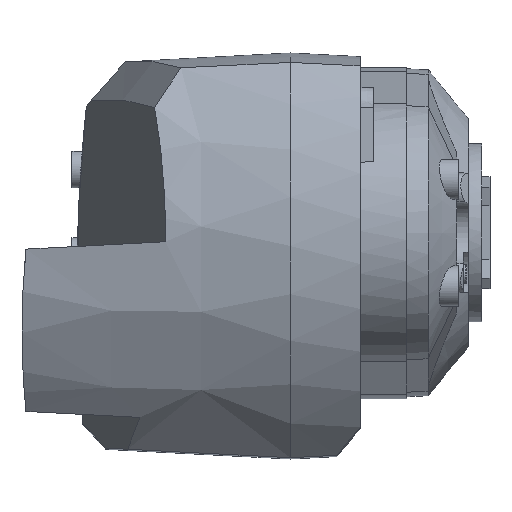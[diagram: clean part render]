
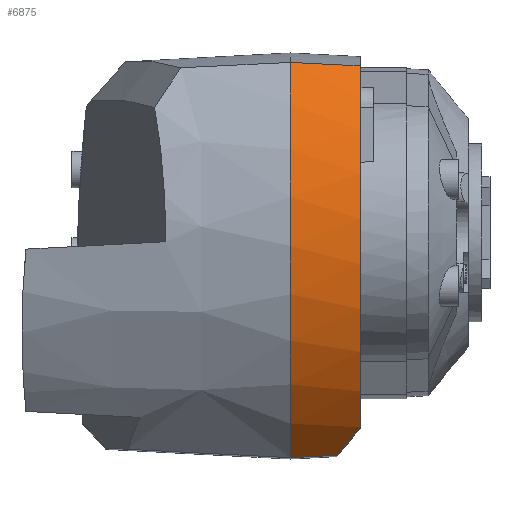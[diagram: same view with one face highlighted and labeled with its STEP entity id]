
A CAD part, left-side view. The second image highlights one B-rep face of the part: STEP entity #6875.
In plain terms, the highlighted conical face has half-angle 3 degrees and reference radius 175 mm.
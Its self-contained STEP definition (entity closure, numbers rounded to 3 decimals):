
#386 = CARTESIAN_POINT ( 'NONE',  ( -13.443, -41.998, 1243.437 ) ) ;
#481 = CARTESIAN_POINT ( 'NONE',  ( 39.246, -28.017, 1052.908 ) ) ;
#726 = VERTEX_POINT ( 'NONE', #10753 ) ;
#748 = CARTESIAN_POINT ( 'NONE',  ( 8.835, -28.081, 1287.419 ) ) ;
#1045 = CONICAL_SURFACE ( 'NONE', #3561, 175., 0.052 ) ;
#1192 = CARTESIAN_POINT ( 'NONE',  ( 10.025, -41.998, 1084.703 ) ) ;
#1225 = CARTESIAN_POINT ( 'NONE',  ( -1.443, -41.998, 1270.289 ) ) ;
#1555 = EDGE_CURVE ( 'NONE', #6090, #3129, #5092, .T. ) ;
#2043 = CARTESIAN_POINT ( 'NONE',  ( -5.19, -41.998, 1109.874 ) ) ;
#2076 = CARTESIAN_POINT ( 'NONE',  ( 9.246, -41.998, 1286.739 ) ) ;
#2192 = CARTESIAN_POINT ( 'NONE',  ( 39.246, -28.017, 1052.908 ) ) ;
#2462 = B_SPLINE_CURVE_WITH_KNOTS ( 'NONE', 3,
 ( #5430, #6312, #1192, #7176, #2043, #8025, #2893, #8875, #3753, #9746, #4596, #10587, #5472, #386, #6350, #1225, #7216, #2076 ),
 .UNSPECIFIED., .F., .F.,
 ( 4, 2, 2, 2, 2, 2, 2, 2, 4 ),
 ( 0., 0.125, 0.25, 0.375, 0.5, 0.625, 0.75, 0.875, 1. ),
 .UNSPECIFIED. ) ;
#2548 = EDGE_CURVE ( 'NONE', #726, #3129, #6715, .T. ) ;
#2727 = ORIENTED_EDGE ( 'NONE', *, *, #5624, .T. ) ;
#2736 = CARTESIAN_POINT ( 'NONE',  ( 150., 0.002, 1186.5 ) ) ;
#2893 = CARTESIAN_POINT ( 'NONE',  ( -15.923, -41.998, 1137.256 ) ) ;
#3039 = CARTESIAN_POINT ( 'NONE',  ( 27.913, -36.895, 1063.57 ) ) ;
#3113 = AXIS2_PLACEMENT_3D ( 'NONE', #6746, #7705, #5791 ) ;
#3129 = VERTEX_POINT ( 'NONE', #6284 ) ;
#3148 = ORIENTED_EDGE ( 'NONE', *, *, #5962, .T. ) ;
#3561 = AXIS2_PLACEMENT_3D ( 'NONE', #2736, #7972, #6944 ) ;
#3753 = CARTESIAN_POINT ( 'NONE',  ( -21.866, -41.998, 1166.061 ) ) ;
#4068 = CARTESIAN_POINT ( 'NONE',  ( 39.246, -28.017, 1052.908 ) ) ;
#4339 = ORIENTED_EDGE ( 'NONE', *, *, #1555, .T. ) ;
#4596 = CARTESIAN_POINT ( 'NONE',  ( -22.845, -41.998, 1195.457 ) ) ;
#4804 = ORIENTED_EDGE ( 'NONE', *, *, #2548, .F. ) ;
#4896 = CARTESIAN_POINT ( 'NONE',  ( 38.893, -9.372, 1051.932 ) ) ;
#5092 = B_SPLINE_CURVE_WITH_KNOTS ( 'NONE', 3,
 ( #11015, #748, #9989, #9950 ),
 .UNSPECIFIED., .F., .F.,
 ( 4, 4 ),
 ( 0., 1. ),
 .UNSPECIFIED. ) ;
#5430 = CARTESIAN_POINT ( 'NONE',  ( 22.658, -41.998, 1069.695 ) ) ;
#5472 = CARTESIAN_POINT ( 'NONE',  ( -18.832, -41.998, 1224.593 ) ) ;
#5547 = CARTESIAN_POINT ( 'NONE',  ( 22.658, -41.998, 1069.695 ) ) ;
#5624 = EDGE_CURVE ( 'NONE', #8022, #6090, #2462, .T. ) ;
#5791 = DIRECTION ( 'NONE',  ( 0., 0., -1. ) ) ;
#5962 = EDGE_CURVE ( 'NONE', #6707, #8022, #9677, .T. ) ;
#6090 = VERTEX_POINT ( 'NONE', #6459 ) ;
#6284 = CARTESIAN_POINT ( 'NONE',  ( 8.008, 0.002, 1288.79 ) ) ;
#6312 = CARTESIAN_POINT ( 'NONE',  ( 16.034, -41.998, 1076.917 ) ) ;
#6350 = CARTESIAN_POINT ( 'NONE',  ( -9.945, -41.998, 1252.63 ) ) ;
#6459 = CARTESIAN_POINT ( 'NONE',  ( 9.246, -41.998, 1286.739 ) ) ;
#6707 = VERTEX_POINT ( 'NONE', #481 ) ;
#6715 = CIRCLE ( 'NONE', #3113, 175. ) ;
#6746 = CARTESIAN_POINT ( 'NONE',  ( 150., 0.002, 1186.5 ) ) ;
#6875 = ADVANCED_FACE ( 'NONE', ( #8119 ), #1045, .T. ) ;
#6944 = DIRECTION ( 'NONE',  ( 0., 0., 1. ) ) ;
#7176 = CARTESIAN_POINT ( 'NONE',  ( -0.587, -41.998, 1101.182 ) ) ;
#7200 = EDGE_CURVE ( 'NONE', #726, #6707, #8186, .T. ) ;
#7216 = CARTESIAN_POINT ( 'NONE',  ( 3.562, -41.998, 1278.757 ) ) ;
#7321 = CARTESIAN_POINT ( 'NONE',  ( 33.481, -32.235, 1057.974 ) ) ;
#7705 = DIRECTION ( 'NONE',  ( 0., 1., 0. ) ) ;
#7972 = DIRECTION ( 'NONE',  ( 0., 1., 0. ) ) ;
#8022 = VERTEX_POINT ( 'NONE', #5547 ) ;
#8025 = CARTESIAN_POINT ( 'NONE',  ( -12.858, -41.998, 1127.911 ) ) ;
#8119 = FACE_OUTER_BOUND ( 'NONE', #9671, .T. ) ;
#8155 = ORIENTED_EDGE ( 'NONE', *, *, #7200, .T. ) ;
#8186 = B_SPLINE_CURVE_WITH_KNOTS ( 'NONE', 3,
 ( #10869, #4896, #9212, #4068 ),
 .UNSPECIFIED., .F., .F.,
 ( 4, 4 ),
 ( 0., 1. ),
 .UNSPECIFIED. ) ;
#8875 = CARTESIAN_POINT ( 'NONE',  ( -20.427, -41.998, 1156.332 ) ) ;
#9032 = CARTESIAN_POINT ( 'NONE',  ( 22.658, -41.998, 1069.695 ) ) ;
#9212 = CARTESIAN_POINT ( 'NONE',  ( 39.069, -18.712, 1052.421 ) ) ;
#9671 = EDGE_LOOP ( 'NONE', ( #8155, #3148, #2727, #4339, #4804 ) ) ;
#9677 = B_SPLINE_CURVE_WITH_KNOTS ( 'NONE', 3,
 ( #2192, #7321, #3039, #9032 ),
 .UNSPECIFIED., .F., .F.,
 ( 4, 4 ),
 ( 0., 1. ),
 .UNSPECIFIED. ) ;
#9746 = CARTESIAN_POINT ( 'NONE',  ( -23.074, -41.998, 1185.624 ) ) ;
#9950 = CARTESIAN_POINT ( 'NONE',  ( 8.008, 0.002, 1288.79 ) ) ;
#9989 = CARTESIAN_POINT ( 'NONE',  ( 8.422, -14.081, 1288.103 ) ) ;
#10587 = CARTESIAN_POINT ( 'NONE',  ( -20.724, -41.998, 1214.941 ) ) ;
#10753 = CARTESIAN_POINT ( 'NONE',  ( 38.716, 0.002, 1051.442 ) ) ;
#10869 = CARTESIAN_POINT ( 'NONE',  ( 38.716, 0.002, 1051.442 ) ) ;
#11015 = CARTESIAN_POINT ( 'NONE',  ( 9.246, -41.998, 1286.739 ) ) ;
